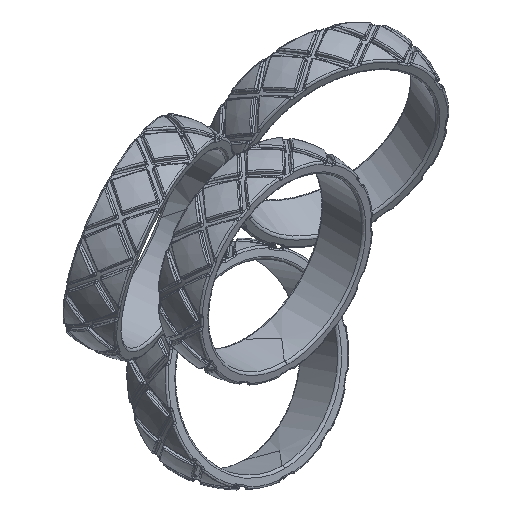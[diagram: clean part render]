
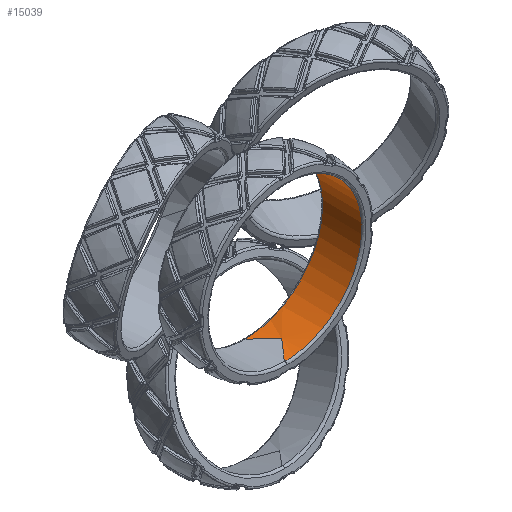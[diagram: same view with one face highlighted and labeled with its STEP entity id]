
A CAD part, isometric view. The second image highlights one B-rep face of the part: STEP entity #15039.
In plain terms, the highlighted free-form (B-spline) face has degree [2, 1] with [5, 2] control points.
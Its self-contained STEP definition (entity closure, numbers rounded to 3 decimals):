
#14193 = VERTEX_POINT('',#14194);
#14194 = CARTESIAN_POINT('',(0.,6.605,-12.313));
#14200 = EDGE_CURVE('',#14193,#14201,#14203,.T.);
#14201 = VERTEX_POINT('',#14202);
#14202 = CARTESIAN_POINT('',(0.,6.605,12.313));
#14203 = ( BOUNDED_CURVE() B_SPLINE_CURVE(2,(#14204,#14205,#14206,#14207
,#14208),.UNSPECIFIED.,.F.,.F.) B_SPLINE_CURVE_WITH_KNOTS((3,2,3),(0.,
1.571,3.142),.PIECEWISE_BEZIER_KNOTS.) CURVE() 
GEOMETRIC_REPRESENTATION_ITEM() RATIONAL_B_SPLINE_CURVE((1.,
0.707,1.,0.707,1.)) REPRESENTATION_ITEM('') );
#14204 = CARTESIAN_POINT('',(0.,6.605,-12.313));
#14205 = CARTESIAN_POINT('',(12.313,6.605,
    -12.313));
#14206 = CARTESIAN_POINT('',(12.313,6.605,
    0.));
#14207 = CARTESIAN_POINT('',(12.313,6.605,
    12.313));
#14208 = CARTESIAN_POINT('',(0.,6.605,
    12.313));
#14267 = VERTEX_POINT('',#14268);
#14268 = CARTESIAN_POINT('',(0.,0.324,-12.313));
#14269 = VERTEX_POINT('',#14270);
#14270 = CARTESIAN_POINT('',(0.,0.324,12.313));
#14278 = EDGE_CURVE('',#14279,#14269,#14281,.T.);
#14279 = VERTEX_POINT('',#14280);
#14280 = CARTESIAN_POINT('',(0.,0.404,12.313));
#14281 = B_SPLINE_CURVE_WITH_KNOTS('',1,(#14282,#14283),.UNSPECIFIED.,
  .F.,.F.,(2,2),(0.,0.062),.PIECEWISE_BEZIER_KNOTS.);
#14282 = CARTESIAN_POINT('',(0.,0.404,12.313));
#14283 = CARTESIAN_POINT('',(0.,0.324,
    12.313));
#14285 = EDGE_CURVE('',#14286,#14279,#14288,.T.);
#14286 = VERTEX_POINT('',#14287);
#14287 = CARTESIAN_POINT('',(-2.643,3.465,
    12.026));
#14288 = B_SPLINE_CURVE_WITH_KNOTS('',3,(#14289,#14290,#14291,#14292,
    #14293,#14294),.UNSPECIFIED.,.F.,.F.,(4,1,1,4),(0.,0.333,
    0.667,1.),.UNSPECIFIED.);
#14289 = CARTESIAN_POINT('',(-2.643,3.465,
    12.026));
#14290 = CARTESIAN_POINT('',(-2.354,3.129,
    12.089));
#14291 = CARTESIAN_POINT('',(-1.771,2.456,
    12.196));
#14292 = CARTESIAN_POINT('',(-0.89,1.434,
    12.291));
#14293 = CARTESIAN_POINT('',(-0.297,0.749,
    12.313));
#14294 = CARTESIAN_POINT('',(0.,0.404,12.313));
#14296 = EDGE_CURVE('',#14297,#14286,#14299,.T.);
#14297 = VERTEX_POINT('',#14298);
#14298 = CARTESIAN_POINT('',(0.,6.525,12.313));
#14299 = B_SPLINE_CURVE_WITH_KNOTS('',3,(#14300,#14301,#14302,#14303,
    #14304,#14305),.UNSPECIFIED.,.F.,.F.,(4,1,1,4),(0.,0.333,
    0.667,1.),.UNSPECIFIED.);
#14300 = CARTESIAN_POINT('',(0.,6.525,12.313));
#14301 = CARTESIAN_POINT('',(-0.297,6.181,
    12.313));
#14302 = CARTESIAN_POINT('',(-0.89,5.495,
    12.291));
#14303 = CARTESIAN_POINT('',(-1.771,4.474,
    12.196));
#14304 = CARTESIAN_POINT('',(-2.354,3.8,
    12.089));
#14305 = CARTESIAN_POINT('',(-2.643,3.465,
    12.026));
#14307 = EDGE_CURVE('',#14201,#14297,#14308,.T.);
#14308 = B_SPLINE_CURVE_WITH_KNOTS('',1,(#14309,#14310),.UNSPECIFIED.,
  .F.,.F.,(2,2),(0.,0.062),
  .PIECEWISE_BEZIER_KNOTS.);
#14309 = CARTESIAN_POINT('',(0.,6.605,
    12.313));
#14310 = CARTESIAN_POINT('',(0.,6.525,
    12.313));
#14313 = EDGE_CURVE('',#14193,#14314,#14316,.T.);
#14314 = VERTEX_POINT('',#14315);
#14315 = CARTESIAN_POINT('',(0.,6.525,-12.313));
#14316 = B_SPLINE_CURVE_WITH_KNOTS('',1,(#14317,#14318),.UNSPECIFIED.,
  .F.,.F.,(2,2),(0.,0.062),
  .PIECEWISE_BEZIER_KNOTS.);
#14317 = CARTESIAN_POINT('',(0.,6.605,
    -12.313));
#14318 = CARTESIAN_POINT('',(0.,6.525,
    -12.313));
#14320 = EDGE_CURVE('',#14314,#14321,#14323,.T.);
#14321 = VERTEX_POINT('',#14322);
#14322 = CARTESIAN_POINT('',(2.643,3.465,
    -12.026));
#14323 = B_SPLINE_CURVE_WITH_KNOTS('',3,(#14324,#14325,#14326,#14327,
    #14328,#14329),.UNSPECIFIED.,.F.,.F.,(4,1,1,4),(0.,0.333,
    0.667,1.),.UNSPECIFIED.);
#14324 = CARTESIAN_POINT('',(0.,6.525,-12.313));
#14325 = CARTESIAN_POINT('',(0.297,6.181,
    -12.313));
#14326 = CARTESIAN_POINT('',(0.89,5.495,-12.291
    ));
#14327 = CARTESIAN_POINT('',(1.771,4.474,
    -12.196));
#14328 = CARTESIAN_POINT('',(2.354,3.8,
    -12.089));
#14329 = CARTESIAN_POINT('',(2.643,3.465,
    -12.026));
#14331 = EDGE_CURVE('',#14321,#14332,#14334,.T.);
#14332 = VERTEX_POINT('',#14333);
#14333 = CARTESIAN_POINT('',(0.,0.404,-12.313));
#14334 = B_SPLINE_CURVE_WITH_KNOTS('',3,(#14335,#14336,#14337,#14338,
    #14339,#14340),.UNSPECIFIED.,.F.,.F.,(4,1,1,4),(0.,0.333,
    0.667,1.),.UNSPECIFIED.);
#14335 = CARTESIAN_POINT('',(2.643,3.465,
    -12.026));
#14336 = CARTESIAN_POINT('',(2.354,3.129,
    -12.089));
#14337 = CARTESIAN_POINT('',(1.771,2.456,
    -12.196));
#14338 = CARTESIAN_POINT('',(0.89,1.434,
    -12.291));
#14339 = CARTESIAN_POINT('',(0.297,0.749,
    -12.313));
#14340 = CARTESIAN_POINT('',(0.,0.404,-12.313));
#14342 = EDGE_CURVE('',#14332,#14267,#14343,.T.);
#14343 = B_SPLINE_CURVE_WITH_KNOTS('',1,(#14344,#14345),.UNSPECIFIED.,
  .F.,.F.,(2,2),(0.,0.062),.PIECEWISE_BEZIER_KNOTS.);
#14344 = CARTESIAN_POINT('',(0.,0.404,-12.313));
#14345 = CARTESIAN_POINT('',(0.,0.324,
    -12.313));
#15014 = EDGE_CURVE('',#14269,#14267,#15015,.T.);
#15015 = ( BOUNDED_CURVE() B_SPLINE_CURVE(2,(#15016,#15017,#15018,#15019
,#15020),.UNSPECIFIED.,.F.,.F.) B_SPLINE_CURVE_WITH_KNOTS((3,2,3),(0.,
1.571,3.142),.PIECEWISE_BEZIER_KNOTS.) CURVE() 
GEOMETRIC_REPRESENTATION_ITEM() RATIONAL_B_SPLINE_CURVE((1.,
0.707,1.,0.707,1.)) REPRESENTATION_ITEM('') );
#15016 = CARTESIAN_POINT('',(0.,0.324,12.313));
#15017 = CARTESIAN_POINT('',(12.313,0.324,
    12.313));
#15018 = CARTESIAN_POINT('',(12.313,0.324,
    0.));
#15019 = CARTESIAN_POINT('',(12.313,0.324,
    -12.313));
#15020 = CARTESIAN_POINT('',(0.,0.324,
    -12.313));
#15039 = ADVANCED_FACE('',(#15040),#15052,.F.);
#15040 = FACE_BOUND('',#15041,.F.);
#15041 = EDGE_LOOP('',(#15042,#15043,#15044,#15045,#15046,#15047,#15048,
    #15049,#15050,#15051));
#15042 = ORIENTED_EDGE('',*,*,#15014,.T.);
#15043 = ORIENTED_EDGE('',*,*,#14342,.F.);
#15044 = ORIENTED_EDGE('',*,*,#14331,.F.);
#15045 = ORIENTED_EDGE('',*,*,#14320,.F.);
#15046 = ORIENTED_EDGE('',*,*,#14313,.F.);
#15047 = ORIENTED_EDGE('',*,*,#14200,.T.);
#15048 = ORIENTED_EDGE('',*,*,#14307,.T.);
#15049 = ORIENTED_EDGE('',*,*,#14296,.T.);
#15050 = ORIENTED_EDGE('',*,*,#14285,.T.);
#15051 = ORIENTED_EDGE('',*,*,#14278,.T.);
#15052 = ( BOUNDED_SURFACE() B_SPLINE_SURFACE(2,1,(
    (#15053,#15054)
    ,(#15055,#15056)
    ,(#15057,#15058)
    ,(#15059,#15060)
    ,(#15061,#15062
)),.UNSPECIFIED.,.F.,.F.,.F.) B_SPLINE_SURFACE_WITH_KNOTS((3,2,3),(2,2),
  (-1.571,0.108,1.787),(-5.096,-0.25
),.UNSPECIFIED.) GEOMETRIC_REPRESENTATION_ITEM() 
RATIONAL_B_SPLINE_SURFACE((
    (1.,1.)
    ,(0.668,0.668)
    ,(1.,1.)
    ,(0.668,0.668)
,(1.,1.))) REPRESENTATION_ITEM('') SURFACE() );
#15053 = CARTESIAN_POINT('',(0.,6.605,
    -12.313));
#15054 = CARTESIAN_POINT('',(0.,0.324,
    -12.313));
#15055 = CARTESIAN_POINT('',(13.722,6.605,
    -12.313));
#15056 = CARTESIAN_POINT('',(13.722,0.324,
    -12.313));
#15057 = CARTESIAN_POINT('',(12.241,6.605,
    1.329));
#15058 = CARTESIAN_POINT('',(12.241,0.324,
    1.329));
#15059 = CARTESIAN_POINT('',(10.76,6.605,
    14.971));
#15060 = CARTESIAN_POINT('',(10.76,0.324,
    14.971));
#15061 = CARTESIAN_POINT('',(-2.643,6.605,
    12.026));
#15062 = CARTESIAN_POINT('',(-2.643,0.324,
    12.026));
